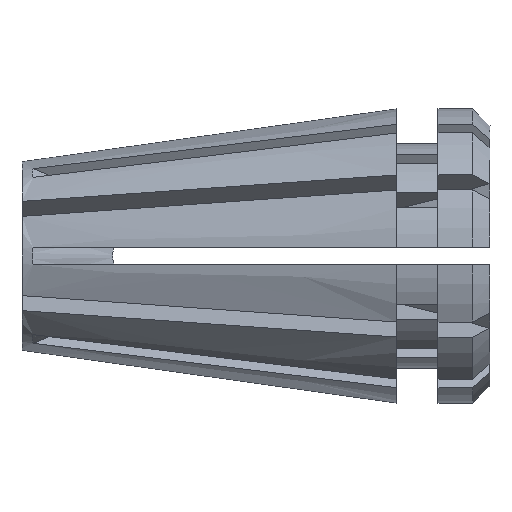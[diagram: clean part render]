
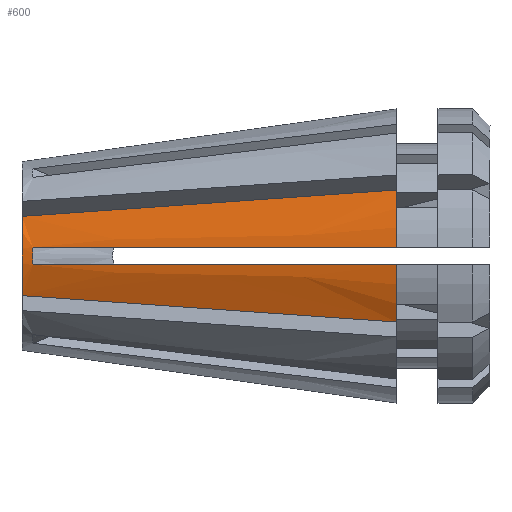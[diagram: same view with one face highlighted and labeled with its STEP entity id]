
A CAD part, front view. The second image highlights one B-rep face of the part: STEP entity #600.
In plain terms, the highlighted conical face has half-angle 8 degrees and reference radius 4.25 mm.
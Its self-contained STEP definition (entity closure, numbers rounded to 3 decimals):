
#48 = B_SPLINE_CURVE_WITH_KNOTS ( 'NONE', 3,
 ( #553, #3116, #1502, #3753 ),
 .UNSPECIFIED., .F., .F.,
 ( 4, 4 ),
 ( 0.015, 0.025 ),
 .UNSPECIFIED. ) ;
#69 = CARTESIAN_POINT ( 'NONE',  ( 3.167, -2.868, -1.367 ) ) ;
#106 = ORIENTED_EDGE ( 'NONE', *, *, #2182, .F. ) ;
#115 = ORIENTED_EDGE ( 'NONE', *, *, #2003, .T. ) ;
#120 = VERTEX_POINT ( 'NONE', #2593 ) ;
#250 = DIRECTION ( 'NONE',  ( -1., 0., 0. ) ) ;
#403 = CARTESIAN_POINT ( 'NONE',  ( 10.8, -4.243, 0.25 ) ) ;
#474 = EDGE_CURVE ( 'NONE', #1256, #1373, #2935, .T. ) ;
#496 = EDGE_LOOP ( 'NONE', ( #3834, #115, #4007, #1225, #862, #106, #3228, #3622 ) ) ;
#541 = CARTESIAN_POINT ( 'NONE',  ( 0.317, -2.766, 0.25 ) ) ;
#553 = CARTESIAN_POINT ( 'NONE',  ( 10.8, -4.243, -0.25 ) ) ;
#600 = ADVANCED_FACE ( 'NONE', ( #3586 ), #3385, .T. ) ;
#626 = AXIS2_PLACEMENT_3D ( 'NONE', #1785, #4032, #2105 ) ;
#651 = CIRCLE ( 'NONE', #3201, 2.732 ) ;
#711 = CARTESIAN_POINT ( 'NONE',  ( 4.75, -3.062, -1.479 ) ) ;
#749 = DIRECTION ( 'NONE',  ( 1., 0., 0. ) ) ;
#862 = ORIENTED_EDGE ( 'NONE', *, *, #2034, .T. ) ;
#1030 = CARTESIAN_POINT ( 'NONE',  ( 8.783, -3.554, -1.763 ) ) ;
#1216 = CARTESIAN_POINT ( 'NONE',  ( 0., -2.481, -1.144 ) ) ;
#1225 = ORIENTED_EDGE ( 'NONE', *, *, #2784, .T. ) ;
#1232 = VERTEX_POINT ( 'NONE', #2255 ) ;
#1256 = VERTEX_POINT ( 'NONE', #403 ) ;
#1362 = CARTESIAN_POINT ( 'NONE',  ( 0., 0., 0. ) ) ;
#1363 = CARTESIAN_POINT ( 'NONE',  ( 0.294, -2.778, 0.083 ) ) ;
#1373 = VERTEX_POINT ( 'NONE', #2906 ) ;
#1398 = CARTESIAN_POINT ( 'NONE',  ( 1.583, -2.675, 1.256 ) ) ;
#1422 = CARTESIAN_POINT ( 'NONE',  ( 3.167, -2.868, 1.367 ) ) ;
#1502 = CARTESIAN_POINT ( 'NONE',  ( 3.812, -3.259, -0.25 ) ) ;
#1576 = AXIS2_PLACEMENT_3D ( 'NONE', #2106, #749, #1914 ) ;
#1653 = CARTESIAN_POINT ( 'NONE',  ( 1.583, -2.675, -1.256 ) ) ;
#1679 = DIRECTION ( 'NONE',  ( 0., 0., 1. ) ) ;
#1738 = CARTESIAN_POINT ( 'NONE',  ( 6.767, -3.308, 1.621 ) ) ;
#1785 = CARTESIAN_POINT ( 'NONE',  ( 10.8, 0., 0. ) ) ;
#1796 = CARTESIAN_POINT ( 'NONE',  ( 10.8, -4.243, 0.25 ) ) ;
#1838 = EDGE_CURVE ( 'NONE', #3524, #1373, #3629, .T. ) ;
#1914 = DIRECTION ( 'NONE',  ( 0., 0., -1. ) ) ;
#1982 = CARTESIAN_POINT ( 'NONE',  ( 0.294, -2.778, -0.083 ) ) ;
#1993 = B_SPLINE_CURVE_WITH_KNOTS ( 'NONE', 3,
 ( #3920, #1982, #1363, #3617 ),
 .UNSPECIFIED., .F., .F.,
 ( 4, 4 ),
 ( 0., 0.001 ),
 .UNSPECIFIED. ) ;
#1996 = CARTESIAN_POINT ( 'NONE',  ( 10.8, -3.8, -1.905 ) ) ;
#2003 = EDGE_CURVE ( 'NONE', #3589, #2068, #2980, .T. ) ;
#2034 = EDGE_CURVE ( 'NONE', #120, #1232, #1993, .T. ) ;
#2057 = CARTESIAN_POINT ( 'NONE',  ( 10.8, -3.8, 1.905 ) ) ;
#2068 = VERTEX_POINT ( 'NONE', #1996 ) ;
#2105 = DIRECTION ( 'NONE',  ( 0., 0., 1. ) ) ;
#2106 = CARTESIAN_POINT ( 'NONE',  ( 10.8, 0., 0. ) ) ;
#2110 = CARTESIAN_POINT ( 'NONE',  ( 7.306, -3.751, 0.25 ) ) ;
#2182 = EDGE_CURVE ( 'NONE', #1256, #1232, #3268, .T. ) ;
#2255 = CARTESIAN_POINT ( 'NONE',  ( 0.317, -2.766, 0.25 ) ) ;
#2301 = CARTESIAN_POINT ( 'NONE',  ( 0., -2.481, -1.144 ) ) ;
#2387 = CARTESIAN_POINT ( 'NONE',  ( 10.8, -4.243, -0.25 ) ) ;
#2408 = DIRECTION ( 'NONE',  ( 0., 0., 1. ) ) ;
#2451 = CARTESIAN_POINT ( 'NONE',  ( 0., -2.481, 1.144 ) ) ;
#2456 = CARTESIAN_POINT ( 'NONE',  ( 3.812, -3.259, 0.25 ) ) ;
#2565 = VERTEX_POINT ( 'NONE', #2387 ) ;
#2593 = CARTESIAN_POINT ( 'NONE',  ( 0.317, -2.766, -0.25 ) ) ;
#2635 = EDGE_CURVE ( 'NONE', #2068, #2565, #3164, .T. ) ;
#2742 = CARTESIAN_POINT ( 'NONE',  ( 10.8, 0., 0. ) ) ;
#2784 = EDGE_CURVE ( 'NONE', #2565, #120, #48, .T. ) ;
#2906 = CARTESIAN_POINT ( 'NONE',  ( 10.8, -3.8, 1.905 ) ) ;
#2935 = CIRCLE ( 'NONE', #4020, 4.25 ) ;
#2955 = CARTESIAN_POINT ( 'NONE',  ( 6.767, -3.308, -1.621 ) ) ;
#2960 = EDGE_CURVE ( 'NONE', #3589, #3524, #651, .T. ) ;
#2980 = B_SPLINE_CURVE_WITH_KNOTS ( 'NONE', 3,
 ( #2301, #1653, #69, #711, #2955, #1030, #3274 ),
 .UNSPECIFIED., .F., .F.,
 ( 4, 3, 4 ),
 ( 0., 0.005, 0.011 ),
 .UNSPECIFIED. ) ;
#3030 = CARTESIAN_POINT ( 'NONE',  ( 0., -2.481, 1.144 ) ) ;
#3116 = CARTESIAN_POINT ( 'NONE',  ( 7.306, -3.751, -0.25 ) ) ;
#3164 = CIRCLE ( 'NONE', #626, 4.25 ) ;
#3201 = AXIS2_PLACEMENT_3D ( 'NONE', #1362, #3616, #1679 ) ;
#3228 = ORIENTED_EDGE ( 'NONE', *, *, #474, .T. ) ;
#3268 = B_SPLINE_CURVE_WITH_KNOTS ( 'NONE', 3,
 ( #1796, #2110, #2456, #541 ),
 .UNSPECIFIED., .F., .F.,
 ( 4, 4 ),
 ( 0.015, 0.025 ),
 .UNSPECIFIED. ) ;
#3274 = CARTESIAN_POINT ( 'NONE',  ( 10.8, -3.8, -1.905 ) ) ;
#3385 = CONICAL_SURFACE ( 'NONE', #1576, 4.25, 0.14 ) ;
#3524 = VERTEX_POINT ( 'NONE', #2451 ) ;
#3586 = FACE_OUTER_BOUND ( 'NONE', #496, .T. ) ;
#3589 = VERTEX_POINT ( 'NONE', #1216 ) ;
#3616 = DIRECTION ( 'NONE',  ( -1., 0., 0. ) ) ;
#3617 = CARTESIAN_POINT ( 'NONE',  ( 0.317, -2.766, 0.25 ) ) ;
#3622 = ORIENTED_EDGE ( 'NONE', *, *, #1838, .F. ) ;
#3629 = B_SPLINE_CURVE_WITH_KNOTS ( 'NONE', 3,
 ( #3030, #1398, #1422, #3679, #1738, #3988, #2057 ),
 .UNSPECIFIED., .F., .F.,
 ( 4, 3, 4 ),
 ( 0., 0.005, 0.011 ),
 .UNSPECIFIED. ) ;
#3679 = CARTESIAN_POINT ( 'NONE',  ( 4.75, -3.062, 1.479 ) ) ;
#3753 = CARTESIAN_POINT ( 'NONE',  ( 0.317, -2.766, -0.25 ) ) ;
#3834 = ORIENTED_EDGE ( 'NONE', *, *, #2960, .F. ) ;
#3920 = CARTESIAN_POINT ( 'NONE',  ( 0.317, -2.766, -0.25 ) ) ;
#3988 = CARTESIAN_POINT ( 'NONE',  ( 8.783, -3.554, 1.763 ) ) ;
#4007 = ORIENTED_EDGE ( 'NONE', *, *, #2635, .T. ) ;
#4020 = AXIS2_PLACEMENT_3D ( 'NONE', #2742, #250, #2408 ) ;
#4032 = DIRECTION ( 'NONE',  ( -1., 0., 0. ) ) ;
